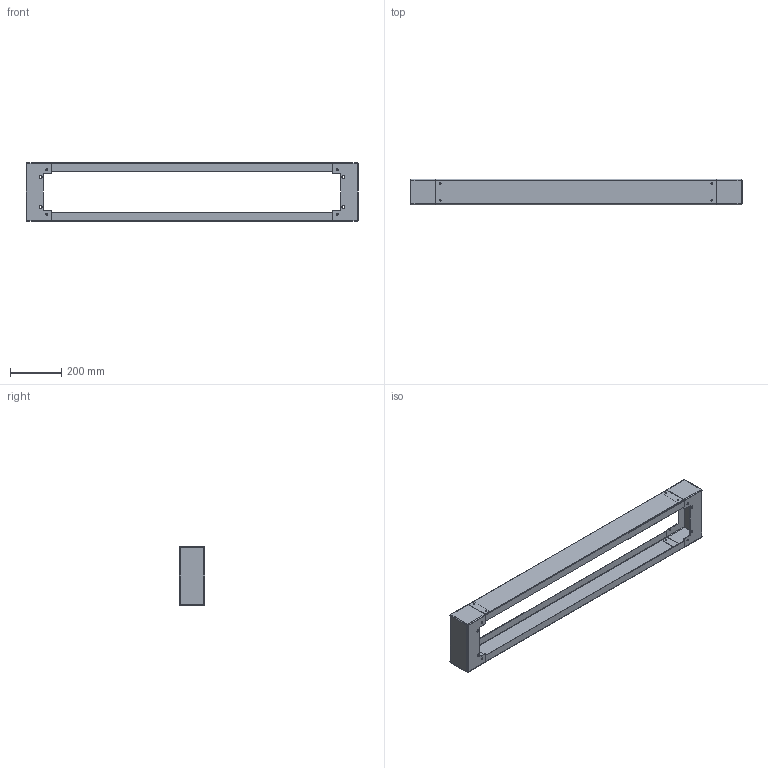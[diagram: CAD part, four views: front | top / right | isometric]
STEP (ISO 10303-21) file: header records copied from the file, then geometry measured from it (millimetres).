
FILE_DESCRIPTION(('STEP AP214'),'1');
FILE_NAME('cctmp_DF511E51-7D6A-44D1-8839-46A2DF369AD1_2023_07_22_15_57_35_0030..stp','2023-07-22T13:57:35',('SIEMENS A&D'),('CADClick - www.CADClick.com'),'Spatial InterOp 3D postprocessed',' ','unknown authorization');
FILE_SCHEMA(('AUTOMOTIVE_DESIGN'));
Length unit declared in the file: millimetre
Products named in the file (9): cc_unnamed; 2023_07_22_15_57_35_0012; 2023_07_22_15_57_35_0008; 2023_07_22_15_57_35_0004; 2023_07_22_15_57_35_0000; 2023_07_22_15_57_34_0996; 2023_07_22_15_57_34_0993; 2023_07_22_15_57_34_0989; 2023_07_22_15_57_34_0985
Assembly tree (8 placements, depth 2):
  cc_unnamed
    2023_07_22_15_57_35_0012
    2023_07_22_15_57_35_0008
    2023_07_22_15_57_35_0004
    2023_07_22_15_57_35_0000
    2023_07_22_15_57_34_0996
    2023_07_22_15_57_34_0993
    2023_07_22_15_57_34_0989
    2023_07_22_15_57_34_0985
Bounding box: 1300 x 100 x 230 mm (x, y, z)
Volume: 826178.6 mm3; surface area: 1014594.3 mm2
Topology: 8 solids, 8 shells, 192 faces, 496 edges, 304 vertices
Faces by surface type: cylinder 96, plane 80, sphere 16
Entity records: 6639 total; most frequent: DIRECTION 1074, CARTESIAN_POINT 985, ORIENTED_EDGE 960, EDGE_CURVE 480, AXIS2_PLACEMENT_3D 393, VERTEX_POINT 304, LINE 288, VECTOR 288
